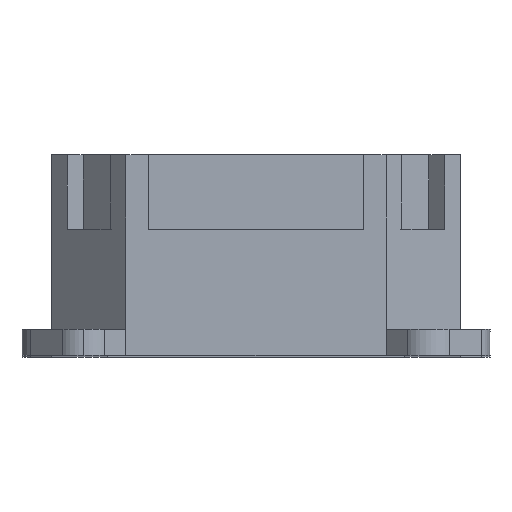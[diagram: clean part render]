
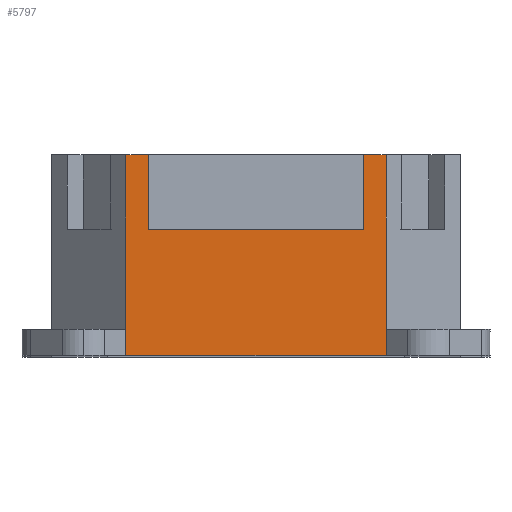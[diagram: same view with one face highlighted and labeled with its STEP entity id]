
A CAD part, top view. The second image highlights one B-rep face of the part: STEP entity #5797.
In plain terms, the highlighted planar face has unit normal (0, 0, 1).
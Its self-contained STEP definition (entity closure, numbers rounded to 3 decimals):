
#4 = DIRECTION ( 'NONE',  ( 0., 0., -1. ) ) ;
#97 = EDGE_CURVE ( 'NONE', #4935, #181, #4589, .T. ) ;
#148 = CARTESIAN_POINT ( 'NONE',  ( -14.5, 27., 67.5 ) ) ;
#181 = VERTEX_POINT ( 'NONE', #5547 ) ;
#203 = CARTESIAN_POINT ( 'NONE',  ( 17.5, 27., 67.5 ) ) ;
#220 = CARTESIAN_POINT ( 'NONE',  ( 14.5, 27., 67.5 ) ) ;
#234 = EDGE_CURVE ( 'NONE', #1701, #970, #4655, .T. ) ;
#462 = EDGE_CURVE ( 'NONE', #4203, #4495, #3489, .T. ) ;
#553 = LINE ( 'NONE', #4128, #5108 ) ;
#741 = EDGE_CURVE ( 'NONE', #2793, #4495, #3373, .T. ) ;
#771 = CARTESIAN_POINT ( 'NONE',  ( -17.5, 3.5, 67.5 ) ) ;
#970 = VERTEX_POINT ( 'NONE', #203 ) ;
#1017 = CARTESIAN_POINT ( 'NONE',  ( -14.5, 17., 67.5 ) ) ;
#1139 = DIRECTION ( 'NONE',  ( 0., 1., 0. ) ) ;
#1363 = ORIENTED_EDGE ( 'NONE', *, *, #5641, .F. ) ;
#1534 = DIRECTION ( 'NONE',  ( 0., 1., 0. ) ) ;
#1577 = CARTESIAN_POINT ( 'NONE',  ( -17.5, 27., 67.5 ) ) ;
#1701 = VERTEX_POINT ( 'NONE', #220 ) ;
#1745 = CARTESIAN_POINT ( 'NONE',  ( 27.5, 27., 67.5 ) ) ;
#1878 = DIRECTION ( 'NONE',  ( 0., 1., 0. ) ) ;
#1997 = ORIENTED_EDGE ( 'NONE', *, *, #234, .F. ) ;
#2002 = EDGE_CURVE ( 'NONE', #2793, #5703, #3777, .T. ) ;
#2086 = EDGE_CURVE ( 'NONE', #5087, #2153, #5229, .T. ) ;
#2123 = DIRECTION ( 'NONE',  ( 0., -1., 0. ) ) ;
#2125 = LINE ( 'NONE', #4358, #6130 ) ;
#2153 = VERTEX_POINT ( 'NONE', #4395 ) ;
#2185 = VECTOR ( 'NONE', #4736, 1000. ) ;
#2393 = VECTOR ( 'NONE', #2968, 1000. ) ;
#2463 = CARTESIAN_POINT ( 'NONE',  ( -17.5, 0., 67.5 ) ) ;
#2511 = VECTOR ( 'NONE', #2873, 1000. ) ;
#2661 = ORIENTED_EDGE ( 'NONE', *, *, #462, .F. ) ;
#2691 = CARTESIAN_POINT ( 'NONE',  ( -14.5, 27., 67.5 ) ) ;
#2721 = ORIENTED_EDGE ( 'NONE', *, *, #2086, .T. ) ;
#2728 = ORIENTED_EDGE ( 'NONE', *, *, #2002, .F. ) ;
#2793 = VERTEX_POINT ( 'NONE', #1577 ) ;
#2873 = DIRECTION ( 'NONE',  ( 0., -1., 0. ) ) ;
#2968 = DIRECTION ( 'NONE',  ( 1., 0., 0. ) ) ;
#3308 = CARTESIAN_POINT ( 'NONE',  ( 17.5, 27., 67.5 ) ) ;
#3373 = LINE ( 'NONE', #4461, #2511 ) ;
#3400 = CARTESIAN_POINT ( 'NONE',  ( 27.5, 27., 67.5 ) ) ;
#3489 = LINE ( 'NONE', #2463, #4511 ) ;
#3493 = CARTESIAN_POINT ( 'NONE',  ( 17.5, 0., 67.5 ) ) ;
#3708 = EDGE_CURVE ( 'NONE', #5703, #4935, #6027, .T. ) ;
#3764 = DIRECTION ( 'NONE',  ( 1., 0., 0. ) ) ;
#3777 = LINE ( 'NONE', #4239, #5034 ) ;
#3904 = EDGE_LOOP ( 'NONE', ( #4695, #6507, #2728, #4046, #2661, #4871, #2721, #5991, #1997, #1363 ) ) ;
#3929 = CARTESIAN_POINT ( 'NONE',  ( 17.5, 27., 67.5 ) ) ;
#3976 = EDGE_CURVE ( 'NONE', #4203, #5087, #553, .T. ) ;
#4046 = ORIENTED_EDGE ( 'NONE', *, *, #741, .T. ) ;
#4128 = CARTESIAN_POINT ( 'NONE',  ( 27.5, 0., 67.5 ) ) ;
#4203 = VERTEX_POINT ( 'NONE', #4291 ) ;
#4239 = CARTESIAN_POINT ( 'NONE',  ( 27.5, 27., 67.5 ) ) ;
#4291 = CARTESIAN_POINT ( 'NONE',  ( -17.5, 0., 67.5 ) ) ;
#4358 = CARTESIAN_POINT ( 'NONE',  ( 14.5, 27., 67.5 ) ) ;
#4359 = DIRECTION ( 'NONE',  ( 1., 0., 0. ) ) ;
#4395 = CARTESIAN_POINT ( 'NONE',  ( 17.5, 3.5, 67.5 ) ) ;
#4461 = CARTESIAN_POINT ( 'NONE',  ( -17.5, 27., 67.5 ) ) ;
#4495 = VERTEX_POINT ( 'NONE', #771 ) ;
#4511 = VECTOR ( 'NONE', #1534, 1000. ) ;
#4589 = LINE ( 'NONE', #1017, #2393 ) ;
#4655 = LINE ( 'NONE', #1745, #4927 ) ;
#4672 = CARTESIAN_POINT ( 'NONE',  ( -14.5, 17., 67.5 ) ) ;
#4695 = ORIENTED_EDGE ( 'NONE', *, *, #97, .F. ) ;
#4736 = DIRECTION ( 'NONE',  ( 0., 1., 0. ) ) ;
#4787 = VECTOR ( 'NONE', #2123, 1000. ) ;
#4871 = ORIENTED_EDGE ( 'NONE', *, *, #3976, .T. ) ;
#4921 = DIRECTION ( 'NONE',  ( -1., 0., 0. ) ) ;
#4927 = VECTOR ( 'NONE', #3764, 1000. ) ;
#4935 = VERTEX_POINT ( 'NONE', #4672 ) ;
#5034 = VECTOR ( 'NONE', #4359, 1000. ) ;
#5087 = VERTEX_POINT ( 'NONE', #3493 ) ;
#5108 = VECTOR ( 'NONE', #5652, 1000. ) ;
#5229 = LINE ( 'NONE', #3308, #2185 ) ;
#5547 = CARTESIAN_POINT ( 'NONE',  ( 14.5, 17., 67.5 ) ) ;
#5641 = EDGE_CURVE ( 'NONE', #181, #1701, #2125, .T. ) ;
#5652 = DIRECTION ( 'NONE',  ( 1., 0., 0. ) ) ;
#5703 = VERTEX_POINT ( 'NONE', #148 ) ;
#5796 = EDGE_CURVE ( 'NONE', #2153, #970, #6477, .T. ) ;
#5797 = ADVANCED_FACE ( 'NONE', ( #5912 ), #6448, .F. ) ;
#5911 = VECTOR ( 'NONE', #1878, 1000. ) ;
#5912 = FACE_OUTER_BOUND ( 'NONE', #3904, .T. ) ;
#5991 = ORIENTED_EDGE ( 'NONE', *, *, #5796, .T. ) ;
#6027 = LINE ( 'NONE', #2691, #4787 ) ;
#6130 = VECTOR ( 'NONE', #1139, 1000. ) ;
#6239 = AXIS2_PLACEMENT_3D ( 'NONE', #3400, #4, #4921 ) ;
#6448 = PLANE ( 'NONE',  #6239 ) ;
#6477 = LINE ( 'NONE', #3929, #5911 ) ;
#6507 = ORIENTED_EDGE ( 'NONE', *, *, #3708, .F. ) ;
